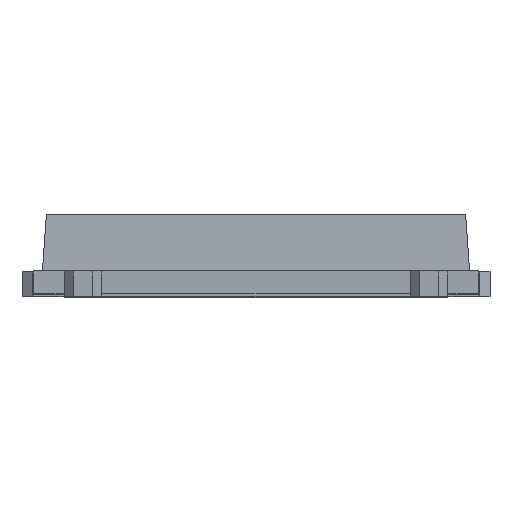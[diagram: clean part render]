
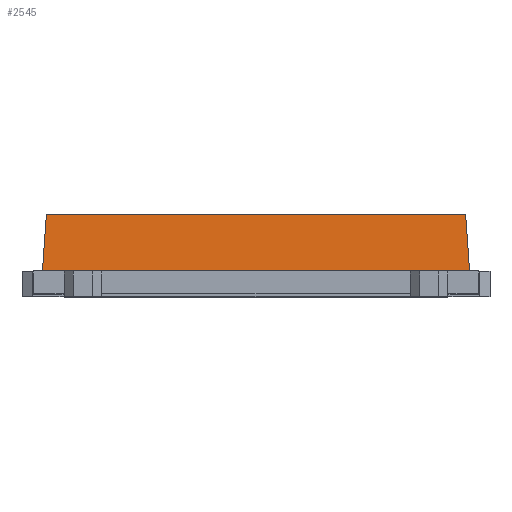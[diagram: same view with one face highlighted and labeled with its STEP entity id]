
A CAD part, top view. The second image highlights one B-rep face of the part: STEP entity #2545.
In plain terms, the highlighted planar face has unit normal (0, 0.07, 0.998).
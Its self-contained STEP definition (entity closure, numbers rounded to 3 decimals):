
#6 = FACE_OUTER_BOUND ( 'NONE', #2227, .T. ) ;
#322 = DIRECTION ( 'NONE',  ( -0.07, -0.995, 0.07 ) ) ;
#336 = EDGE_CURVE ( 'NONE', #739, #1511, #3289, .T. ) ;
#337 = CARTESIAN_POINT ( 'NONE',  ( -2.35, 0.28, 2.85 ) ) ;
#492 = DIRECTION ( 'NONE',  ( 0., -0.998, 0.07 ) ) ;
#580 = DIRECTION ( 'NONE',  ( 1., 0., 0. ) ) ;
#670 = EDGE_CURVE ( 'NONE', #739, #2286, #2343, .T. ) ;
#723 = CARTESIAN_POINT ( 'NONE',  ( -2.35, 0.9, 2.807 ) ) ;
#739 = VERTEX_POINT ( 'NONE', #1071 ) ;
#811 = PLANE ( 'NONE',  #1322 ) ;
#851 = VECTOR ( 'NONE', #1521, 1000. ) ;
#951 = VECTOR ( 'NONE', #2593, 1000. ) ;
#1033 = ORIENTED_EDGE ( 'NONE', *, *, #670, .F. ) ;
#1056 = EDGE_CURVE ( 'NONE', #2286, #3377, #1265, .T. ) ;
#1071 = CARTESIAN_POINT ( 'NONE',  ( -2.307, 0.9, 2.807 ) ) ;
#1265 = LINE ( 'NONE', #1576, #851 ) ;
#1314 = EDGE_CURVE ( 'NONE', #1511, #3377, #1411, .T. ) ;
#1322 = AXIS2_PLACEMENT_3D ( 'NONE', #3474, #1350, #492 ) ;
#1350 = DIRECTION ( 'NONE',  ( 0., 0.07, 0.998 ) ) ;
#1408 = ORIENTED_EDGE ( 'NONE', *, *, #1056, .F. ) ;
#1411 = LINE ( 'NONE', #337, #2948 ) ;
#1511 = VERTEX_POINT ( 'NONE', #2217 ) ;
#1521 = DIRECTION ( 'NONE',  ( 0.07, -0.995, 0.07 ) ) ;
#1576 = CARTESIAN_POINT ( 'NONE',  ( 2.322, 0.675, 2.822 ) ) ;
#1773 = VECTOR ( 'NONE', #322, 1000. ) ;
#2217 = CARTESIAN_POINT ( 'NONE',  ( -2.35, 0.28, 2.85 ) ) ;
#2227 = EDGE_LOOP ( 'NONE', ( #2952, #1408, #1033, #2651 ) ) ;
#2286 = VERTEX_POINT ( 'NONE', #3494 ) ;
#2343 = LINE ( 'NONE', #723, #951 ) ;
#2545 = ADVANCED_FACE ( 'NONE', ( #6 ), #811, .T. ) ;
#2593 = DIRECTION ( 'NONE',  ( 1., 0., 0. ) ) ;
#2651 = ORIENTED_EDGE ( 'NONE', *, *, #336, .T. ) ;
#2948 = VECTOR ( 'NONE', #580, 1000. ) ;
#2952 = ORIENTED_EDGE ( 'NONE', *, *, #1314, .T. ) ;
#3289 = LINE ( 'NONE', #3307, #1773 ) ;
#3302 = CARTESIAN_POINT ( 'NONE',  ( 2.35, 0.28, 2.85 ) ) ;
#3307 = CARTESIAN_POINT ( 'NONE',  ( -2.35, 0.28, 2.85 ) ) ;
#3377 = VERTEX_POINT ( 'NONE', #3302 ) ;
#3474 = CARTESIAN_POINT ( 'NONE',  ( -2.35, 0.28, 2.85 ) ) ;
#3494 = CARTESIAN_POINT ( 'NONE',  ( 2.307, 0.9, 2.807 ) ) ;
